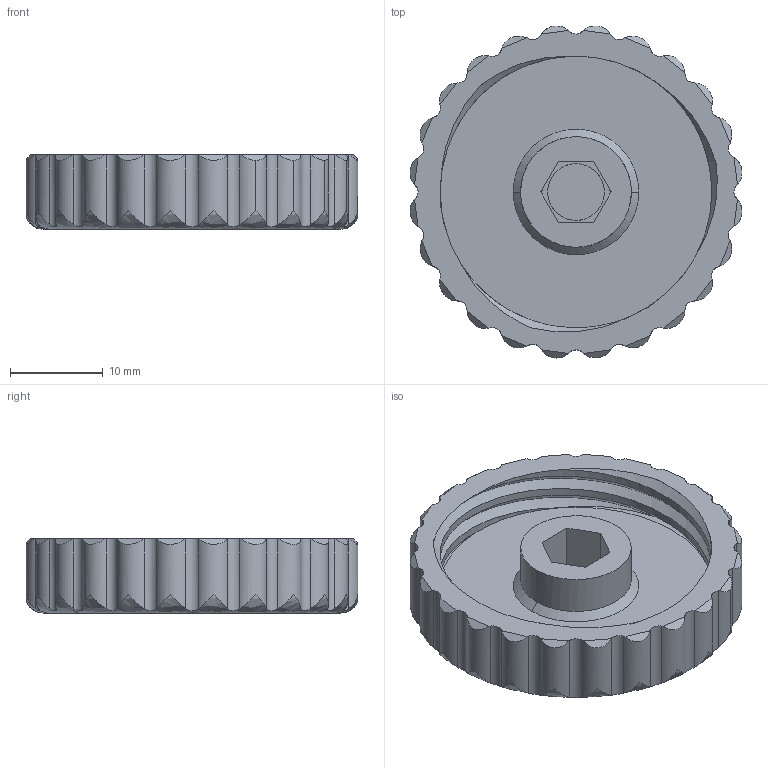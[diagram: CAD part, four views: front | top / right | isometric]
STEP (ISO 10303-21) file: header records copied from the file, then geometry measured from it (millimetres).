
FILE_DESCRIPTION(/* description */ (''),/* implementation_level */ '2;1');
FILE_NAME(/* name */ 'CAD12E~1',/* time_stamp */ '2025-02-18T21:10:39+08:00',/* author */ (''),/* organization */ (''),/* preprocessor_version */ 'ST-DEVELOPER v16.5',/* originating_system */ '',/* authorisation */ '');
FILE_SCHEMA (('CONFIG_CONTROL_DESIGN'));
Length unit declared in the file: millimetre
Products named in the file (1): Document
Bounding box: 35.73 x 35.73 x 8 mm (x, y, z)
Volume: 4553.3 mm3; surface area: 3743.4 mm2
Topology: 1 solids, 1 shells, 120 faces, 345 edges, 231 vertices
Faces by surface type: cylinder 71, bspline 34, plane 15
Entity records: 8745 total; most frequent: CARTESIAN_POINT 6599, ORIENTED_EDGE 690, EDGE_CURVE 345, VERTEX_POINT 231, B_SPLINE_CURVE_WITH_KNOTS 156, EDGE_LOOP 124, ADVANCED_FACE 120, FACE_OUTER_BOUND 120
